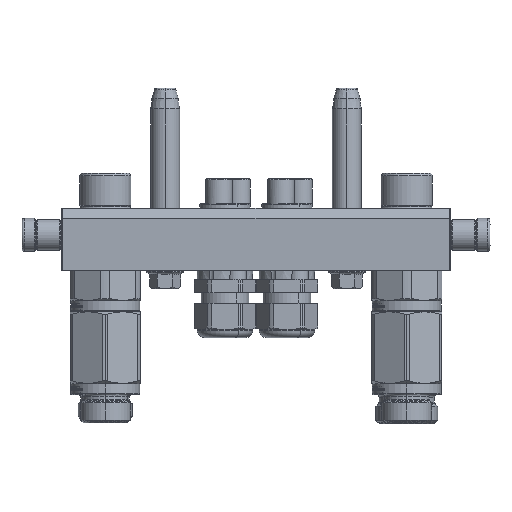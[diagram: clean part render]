
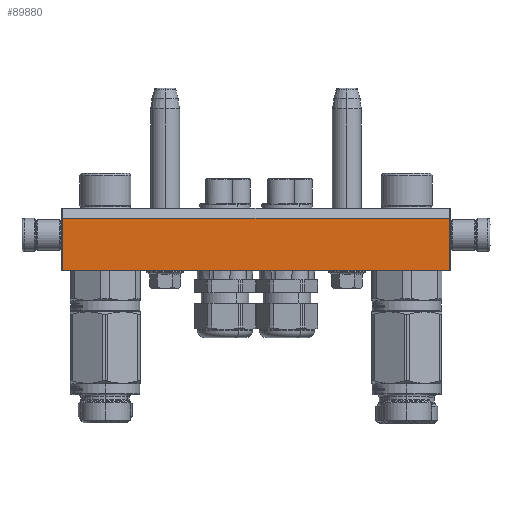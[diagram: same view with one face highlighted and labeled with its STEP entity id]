
A CAD part, left-side view. The second image highlights one B-rep face of the part: STEP entity #89880.
In plain terms, the highlighted face is planar.
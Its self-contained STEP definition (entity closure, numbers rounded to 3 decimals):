
#1409 = DIRECTION ( 'NONE',  ( -1., 0., 0. ) ) ;
#6139 = PLANE ( 'NONE',  #50704 ) ;
#6548 = ORIENTED_EDGE ( 'NONE', *, *, #93623, .F. ) ;
#7268 = LINE ( 'NONE', #39804, #39162 ) ;
#13798 = CARTESIAN_POINT ( 'NONE',  ( 94., -15., -45. ) ) ;
#16451 = CARTESIAN_POINT ( 'NONE',  ( -93.5, -10., -45. ) ) ;
#17411 = VERTEX_POINT ( 'NONE', #35029 ) ;
#17829 = EDGE_CURVE ( 'NONE', #54237, #33944, #66599, .T. ) ;
#17851 = EDGE_LOOP ( 'NONE', ( #66156, #61161, #6548, #43965 ) ) ;
#26773 = CARTESIAN_POINT ( 'NONE',  ( 93.5, 15., -45. ) ) ;
#29976 = CARTESIAN_POINT ( 'NONE',  ( 93.5, 15., -45. ) ) ;
#31406 = DIRECTION ( 'NONE',  ( 1., 0., 0. ) ) ;
#32484 = CARTESIAN_POINT ( 'NONE',  ( 93.5, -10., -45. ) ) ;
#33070 = DIRECTION ( 'NONE',  ( 0., 1., 0. ) ) ;
#33329 = LINE ( 'NONE', #39368, #59406 ) ;
#33944 = VERTEX_POINT ( 'NONE', #29976 ) ;
#34208 = EDGE_CURVE ( 'NONE', #33944, #17411, #57815, .T. ) ;
#35029 = CARTESIAN_POINT ( 'NONE',  ( -93.5, 15., -45. ) ) ;
#39162 = VECTOR ( 'NONE', #83501, 1000. ) ;
#39368 = CARTESIAN_POINT ( 'NONE',  ( -93.5, -10., -45. ) ) ;
#39804 = CARTESIAN_POINT ( 'NONE',  ( -93.5, -10., -45. ) ) ;
#43120 = VECTOR ( 'NONE', #48356, 1000. ) ;
#43965 = ORIENTED_EDGE ( 'NONE', *, *, #93349, .T. ) ;
#48356 = DIRECTION ( 'NONE',  ( -1., 0., 0. ) ) ;
#50704 = AXIS2_PLACEMENT_3D ( 'NONE', #13798, #71801, #1409 ) ;
#53192 = FACE_OUTER_BOUND ( 'NONE', #17851, .T. ) ;
#54237 = VERTEX_POINT ( 'NONE', #32484 ) ;
#57516 = VECTOR ( 'NONE', #33070, 1000. ) ;
#57815 = LINE ( 'NONE', #26773, #43120 ) ;
#59406 = VECTOR ( 'NONE', #31406, 1000. ) ;
#61161 = ORIENTED_EDGE ( 'NONE', *, *, #17829, .F. ) ;
#66156 = ORIENTED_EDGE ( 'NONE', *, *, #34208, .F. ) ;
#66599 = LINE ( 'NONE', #77097, #57516 ) ;
#71801 = DIRECTION ( 'NONE',  ( 0., 0., -1. ) ) ;
#77097 = CARTESIAN_POINT ( 'NONE',  ( 93.5, -10., -45. ) ) ;
#83501 = DIRECTION ( 'NONE',  ( 0., 1., 0. ) ) ;
#89416 = VERTEX_POINT ( 'NONE', #16451 ) ;
#89880 = ADVANCED_FACE ( 'NONE', ( #53192 ), #6139, .T. ) ;
#93349 = EDGE_CURVE ( 'NONE', #89416, #17411, #7268, .T. ) ;
#93623 = EDGE_CURVE ( 'NONE', #89416, #54237, #33329, .T. ) ;
